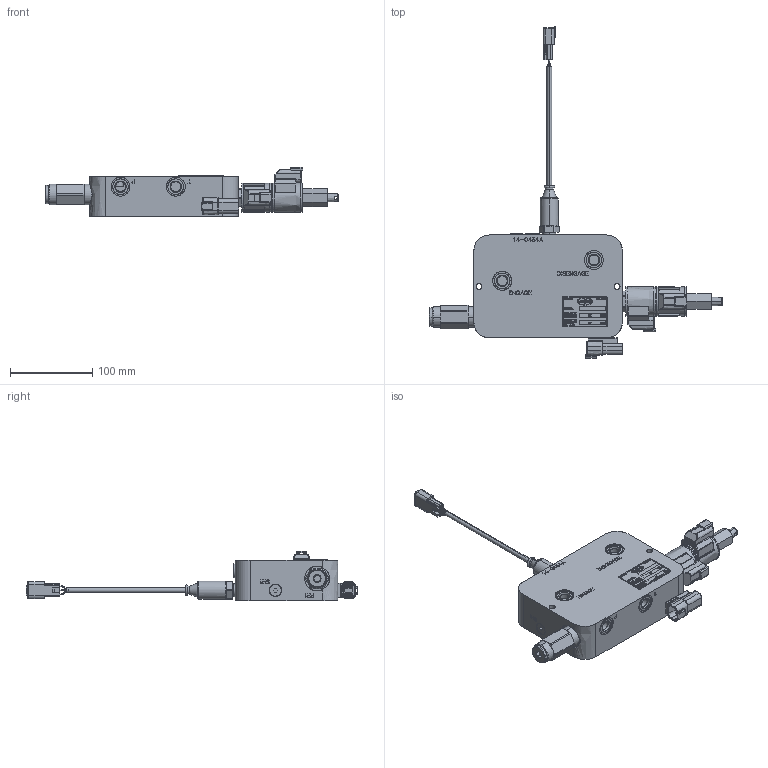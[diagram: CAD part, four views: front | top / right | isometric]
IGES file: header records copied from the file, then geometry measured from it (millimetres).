
Start section: SolidWorks IGES file using analytic representation for surfaces
Global section: file name: PX1033934A.IGS; native system: SolidWorks 2015; preprocessor: SolidWorks 2015; author: darrelj; date: 180608.122959; units: inch
Bounding box: 357.78 x 404.68 x 60.22 mm (x, y, z)
Surface area: 129059.8 mm2 (no closed solid volume)
Topology: 0 solids, 0 shells, 997 faces, 18229 edges, 18217 vertices
Faces by surface type: bspline 633, revolution 364
